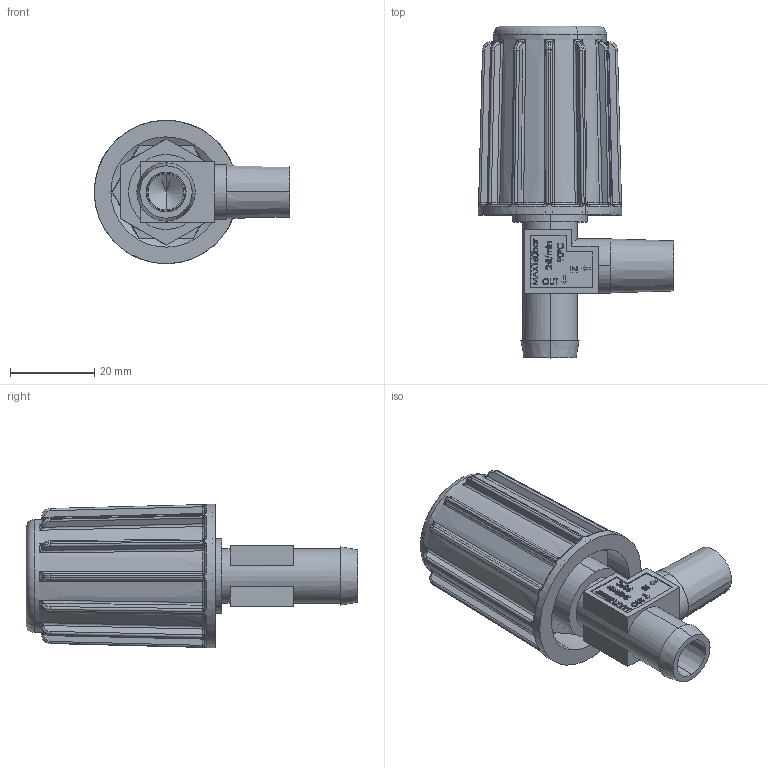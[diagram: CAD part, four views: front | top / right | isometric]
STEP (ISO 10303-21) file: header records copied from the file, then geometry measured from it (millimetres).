
FILE_DESCRIPTION (( 'STEP AP214' ), '1' );
FILE_NAME ('7085C.STEP', '2018-10-10T15:08:23', ( '' ), ( '' ), 'SwSTEP 2.0', 'SolidWorks 2018', '' );
FILE_SCHEMA (( 'AUTOMOTIVE_DESIGN' ));
Length unit declared in the file: inch
Products named in the file (3): 32088; 7085; 7085C
Assembly tree (2 placements, depth 2):
  7085C
    7085
    32088
Bounding box: 46.35 x 78.74 x 34.04 mm (x, y, z)
Volume: 34817.6 mm3; surface area: 17230.2 mm2
Topology: 2 solids, 2 shells, 1209 faces, 3003 edges, 1882 vertices
Faces by surface type: plane 643, bspline 339, cylinder 134, torus 53, sphere 28, cone 12
Entity records: 65014 total; most frequent: CARTESIAN_POINT 22999, ORIENTED_EDGE 5946, DIRECTION 4522, EDGE_CURVE 2973, VERTEX_POINT 1882, LINE 1692, VECTOR 1692, AXIS2_PLACEMENT_3D 1415
